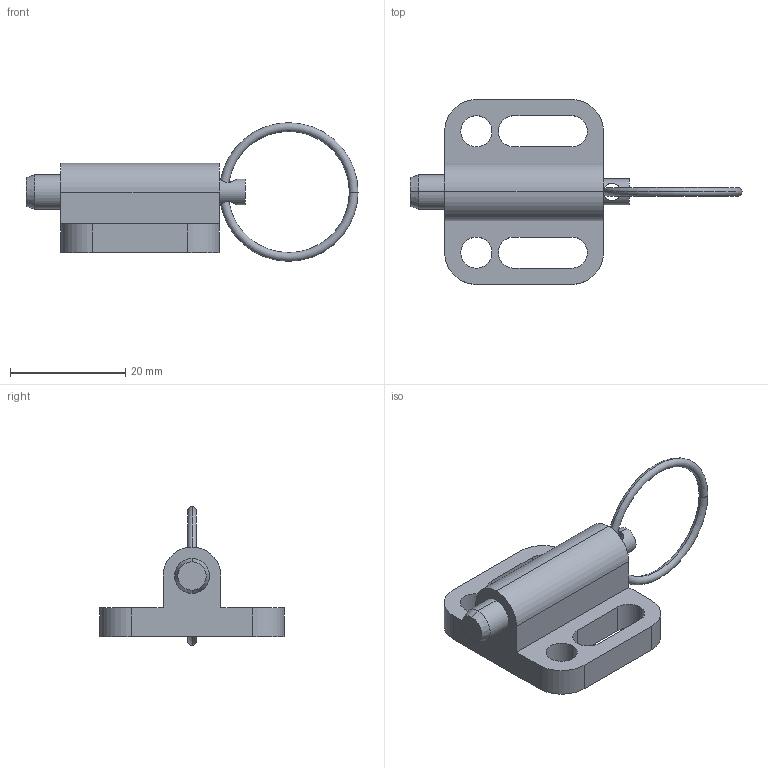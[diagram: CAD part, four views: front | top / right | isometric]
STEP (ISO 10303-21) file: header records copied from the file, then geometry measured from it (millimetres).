
FILE_DESCRIPTION(('STEP AP214'),'1');
FILE_NAME('HALDERN_EH_22110_0306.stp','2017-06-08T09:53:29',('TraceParts'),('TraceParts S.A.'),'Spatial InterOp 3D',' ',' ');
FILE_SCHEMA(('automotive_design'));
Length unit declared in the file: millimetre
Products named in the file (3): HALDERN_EH_22110_0306_1; HALDERN_EH_22110_0306_2; HALDERN_EH_22110_0306_3
Bounding box: 57.5 x 32 x 24 mm (x, y, z)
Volume: 6119.3 mm3; surface area: 4525.7 mm2
Topology: 3 solids, 3 shells, 51 faces, 133 edges, 86 vertices
Faces by surface type: cylinder 28, plane 17, torus 4, cone 2
Entity records: 2157 total; most frequent: CARTESIAN_POINT 375, DIRECTION 297, ORIENTED_EDGE 266, EDGE_CURVE 133, AXIS2_PLACEMENT_3D 116, VERTEX_POINT 86, LINE 65, VECTOR 65
